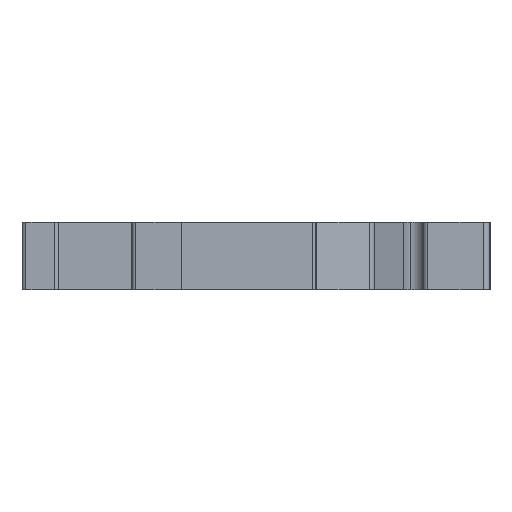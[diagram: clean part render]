
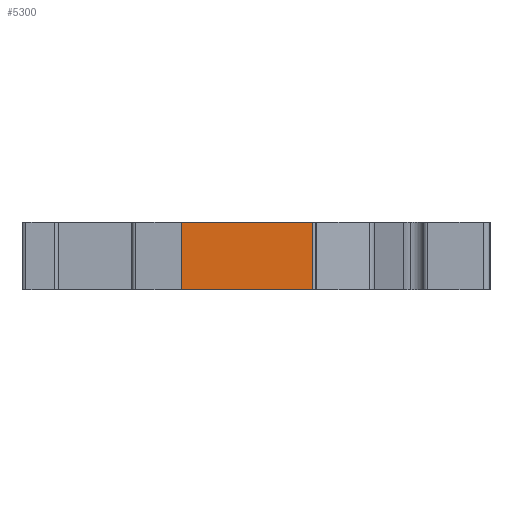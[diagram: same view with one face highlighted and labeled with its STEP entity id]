
A CAD part, left-side view. The second image highlights one B-rep face of the part: STEP entity #5300.
In plain terms, the highlighted planar face has unit normal (-1, 0, 0).
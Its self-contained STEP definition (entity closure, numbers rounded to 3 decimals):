
#1019=DIRECTION('',(0.,0.,1.));
#1020=VECTOR('',#1019,5.1);
#1021=CARTESIAN_POINT('',(-24.25,7.333,-2.95));
#1022=LINE('',#1021,#1020);
#1023=DIRECTION('',(0.,1.,0.));
#1024=VECTOR('',#1023,9.867);
#1025=CARTESIAN_POINT('',(-24.25,7.333,-2.95));
#1026=LINE('',#1025,#1024);
#1027=DIRECTION('',(0.,-1.,0.));
#1028=VECTOR('',#1027,9.867);
#1029=CARTESIAN_POINT('',(-24.25,17.2,2.15));
#1030=LINE('',#1029,#1028);
#1031=DIRECTION('',(0.,0.,-1.));
#1032=VECTOR('',#1031,5.1);
#1033=CARTESIAN_POINT('',(-24.25,17.2,2.15));
#1034=LINE('',#1033,#1032);
#3267=CARTESIAN_POINT('',(-24.25,17.2,-2.95));
#3268=VERTEX_POINT('',#3267);
#3269=CARTESIAN_POINT('',(-24.25,7.333,-2.95));
#3270=VERTEX_POINT('',#3269);
#3556=CARTESIAN_POINT('',(-24.25,7.333,2.15));
#3557=VERTEX_POINT('',#3556);
#3558=CARTESIAN_POINT('',(-24.25,17.2,2.15));
#3559=VERTEX_POINT('',#3558);
#5288=CARTESIAN_POINT('',(-24.25,-6.,-3.46));
#5289=DIRECTION('',(1.,0.,0.));
#5290=DIRECTION('',(0.,1.,0.));
#5291=AXIS2_PLACEMENT_3D('',#5288,#5289,#5290);
#5292=PLANE('',#5291);
#5293=ORIENTED_EDGE('',*,*,#4311,.T.);
#5295=ORIENTED_EDGE('',*,*,#5294,.F.);
#5296=ORIENTED_EDGE('',*,*,#4564,.T.);
#5297=ORIENTED_EDGE('',*,*,#5283,.F.);
#5298=EDGE_LOOP('',(#5293,#5295,#5296,#5297));
#5299=FACE_OUTER_BOUND('',#5298,.F.);
#5300=ADVANCED_FACE('',(#5299),#5292,.F.);
#4311=EDGE_CURVE('',#3270,#3268,#1026,.T.);
#4564=EDGE_CURVE('',#3559,#3557,#1030,.T.);
#5283=EDGE_CURVE('',#3270,#3557,#1022,.T.);
#5294=EDGE_CURVE('',#3559,#3268,#1034,.T.);
